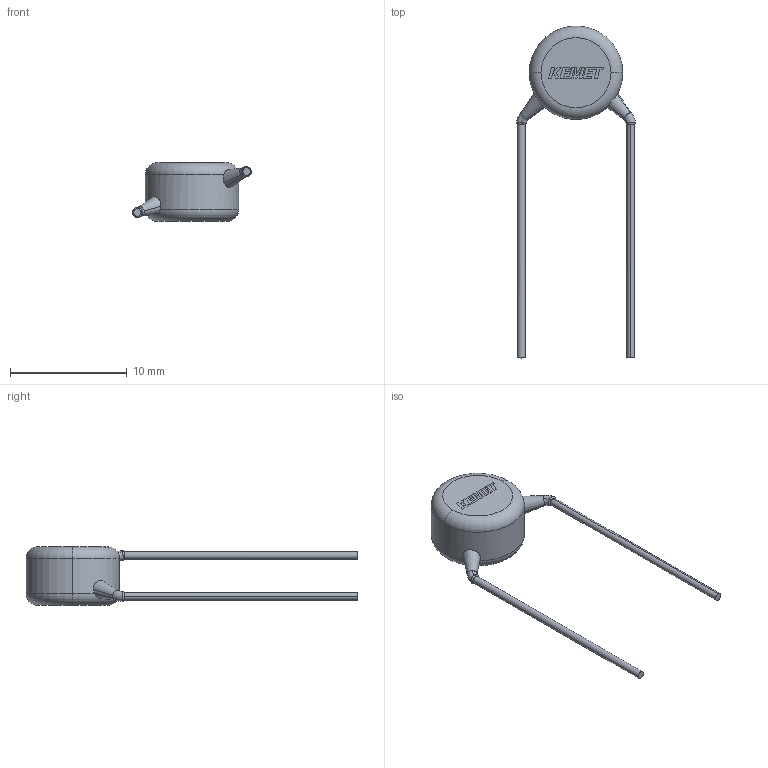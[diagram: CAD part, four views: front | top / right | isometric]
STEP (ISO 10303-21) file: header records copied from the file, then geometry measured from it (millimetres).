
FILE_DESCRIPTION (( 'STEP AP214' ), '1' );
FILE_NAME ('CCD_STC900_D8T5S10LL20F0.65G3.STEP', '2020-12-30T22:37:09', ( '' ), ( '' ), 'SwSTEP 2.0', 'SolidWorks 2014', '' );
FILE_SCHEMA (( 'AUTOMOTIVE_DESIGN' ));
Length unit declared in the file: millimetre
Products named in the file (1): CCD_STC900_D8T5S10LL20F0.65G3
Bounding box: 10.19 x 28.42 x 5 mm (x, y, z)
Volume: 259.5 mm3; surface area: 306.1 mm2
Topology: 4 solids, 4 shells, 83 faces, 221 edges, 146 vertices
Faces by surface type: plane 61, bspline 8, cylinder 6, cone 4, torus 4
Entity records: 3914 total; most frequent: CARTESIAN_POINT 902, ORIENTED_EDGE 442, DIRECTION 391, EDGE_CURVE 221, LINE 163, VECTOR 163, VERTEX_POINT 146, AXIS2_PLACEMENT_3D 114
